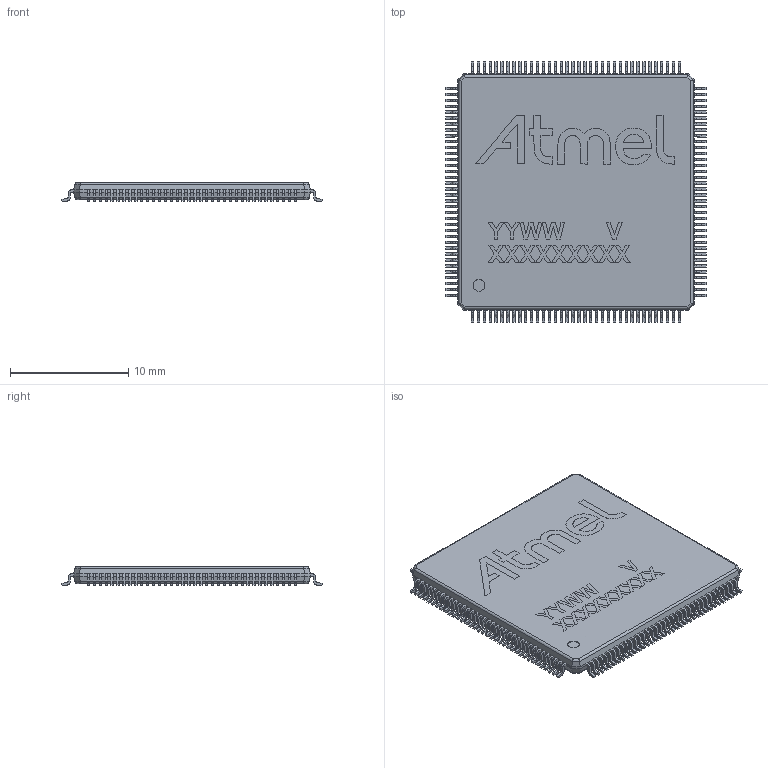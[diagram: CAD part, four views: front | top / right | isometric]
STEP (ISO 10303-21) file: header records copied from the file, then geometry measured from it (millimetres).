
FILE_DESCRIPTION(/* description */ (''),/* implementation_level */ '2;1');
FILE_NAME(/* name */ 'Microchip - LQFP-144 20x20.step',/* time_stamp */ '2020-04-30T04:35:28+01:00',/* author */ (''),/* organization */ (''),/* preprocessor_version */ 'ST-DEVELOPER v18.1',/* originating_system */ 'Autodesk Translation Framework v9.2.0.1227',/* authorisation */ '');
FILE_SCHEMA (('AUTOMOTIVE_DESIGN { 1 0 10303 214 3 1 1 }'));
Products named in the file (1): Microchip - LQFP-144 20x20
Bounding box: 22 x 22 x 1.6 mm (x, y, z)
Volume: 581 mm3; surface area: 1066.7 mm2
Topology: 1 solids, 1 shells, 2079 faces, 5819 edges, 3762 vertices
Faces by surface type: plane 1486, cylinder 593
Full cylindrical faces by diameter (mm): 1 x1
Entity records: 68272 total; most frequent: CARTESIAN_POINT 11964, ORIENTED_EDGE 11638, DIRECTION 11108, EDGE_CURVE 5819, LINE 4608, VECTOR 4608, VERTEX_POINT 3762, AXIS2_PLACEMENT_3D 3250
